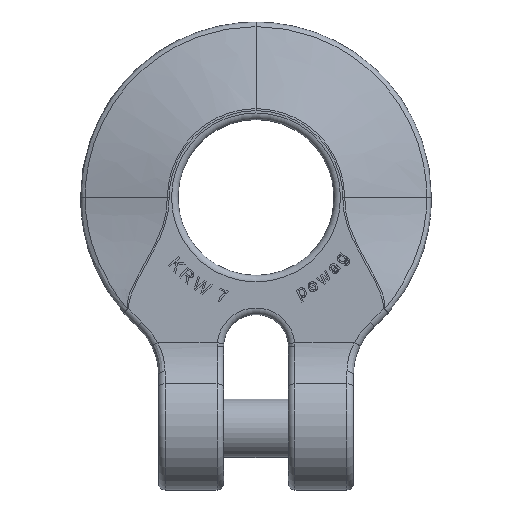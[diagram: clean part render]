
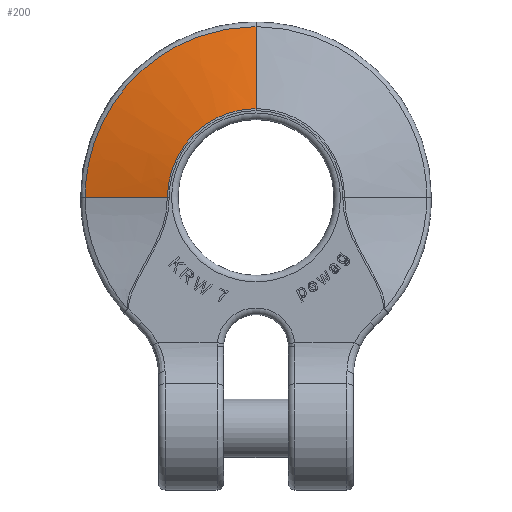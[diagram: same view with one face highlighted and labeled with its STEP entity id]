
A CAD part, top view. The second image highlights one B-rep face of the part: STEP entity #200.
In plain terms, the highlighted free-form (B-spline) face has degree [3, 3] with [7, 4] control points.
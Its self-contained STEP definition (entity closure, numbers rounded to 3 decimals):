
#169=B_SPLINE_SURFACE_WITH_KNOTS('',3,3,((#5986,#5987,#5988,#5989),(#5990,
#5991,#5992,#5993),(#5994,#5995,#5996,#5997),(#5998,#5999,#6000,#6001),(#6002,
#6003,#6004,#6005),(#6006,#6007,#6008,#6009),(#6010,#6011,#6012,#6013)),
.UNSPECIFIED.,.F.,.F.,.F.,(4,1,1,1,4),(4,4),(0.,0.25,0.5,0.75,1.),(0.,1.),
.UNSPECIFIED.);
#200=ADVANCED_FACE('',(#530),#169,.T.);
#530=FACE_OUTER_BOUND('',#895,.T.);
#895=EDGE_LOOP('',(#1694,#1695,#1696,#1697));
#1211=B_SPLINE_CURVE_WITH_KNOTS('',3,(#5956,#5957,#5958,#5959),.UNSPECIFIED.,
.F.,.F.,(4,4),(0.,1.),.UNSPECIFIED.);
#1212=B_SPLINE_CURVE_WITH_KNOTS('',3,(#5962,#5963,#5964,#5965,#5966,#5967,
#5968,#5969),.UNSPECIFIED.,.F.,.F.,(4,2,2,4),(0.,0.5,0.75,1.),.UNSPECIFIED.);
#1213=B_SPLINE_CURVE_WITH_KNOTS('',3,(#5971,#5972,#5973,#5974),.UNSPECIFIED.,
.F.,.F.,(4,4),(0.,1.),.UNSPECIFIED.);
#1214=B_SPLINE_CURVE_WITH_KNOTS('',3,(#5976,#5977,#5978,#5979,#5980,#5981,
#5982,#5983,#5984,#5985),.UNSPECIFIED.,.F.,.F.,(4,2,2,2,4),(0.,0.25,0.5,
0.75,1.),.UNSPECIFIED.);
#1694=ORIENTED_EDGE('',*,*,#3319,.T.);
#1695=ORIENTED_EDGE('',*,*,#3320,.T.);
#1696=ORIENTED_EDGE('',*,*,#3321,.T.);
#1697=ORIENTED_EDGE('',*,*,#3322,.T.);
#2914=VERTEX_POINT('',#5960);
#2915=VERTEX_POINT('',#5961);
#2916=VERTEX_POINT('',#5970);
#2917=VERTEX_POINT('',#5975);
#3319=EDGE_CURVE('',#2914,#2915,#1211,.T.);
#3320=EDGE_CURVE('',#2915,#2916,#1212,.T.);
#3321=EDGE_CURVE('',#2916,#2917,#1213,.T.);
#3322=EDGE_CURVE('',#2917,#2914,#1214,.T.);
#5956=CARTESIAN_POINT('',(-26.284,0.,1.712));
#5957=CARTESIAN_POINT('',(-22.069,0.,2.961));
#5958=CARTESIAN_POINT('',(-17.854,0.,4.21));
#5959=CARTESIAN_POINT('',(-13.639,0.,5.459));
#5960=CARTESIAN_POINT('',(-26.284,0.,1.712));
#5961=CARTESIAN_POINT('',(-13.639,0.,5.459));
#5962=CARTESIAN_POINT('',(-13.639,0.,5.459));
#5963=CARTESIAN_POINT('',(-13.639,3.55,5.459));
#5964=CARTESIAN_POINT('',(-12.162,7.123,5.459));
#5965=CARTESIAN_POINT('',(-8.393,10.897,5.459));
#5966=CARTESIAN_POINT('',(-6.874,11.913,5.459));
#5967=CARTESIAN_POINT('',(-3.597,13.275,5.459));
#5968=CARTESIAN_POINT('',(-1.775,13.639,5.459));
#5969=CARTESIAN_POINT('',(0.,13.639,5.459));
#5970=CARTESIAN_POINT('',(0.,13.639,5.459));
#5971=CARTESIAN_POINT('',(0.,13.639,5.459));
#5972=CARTESIAN_POINT('',(0.,17.854,4.21));
#5973=CARTESIAN_POINT('',(0.,22.069,2.961));
#5974=CARTESIAN_POINT('',(0.,26.284,1.712));
#5975=CARTESIAN_POINT('',(0.,26.284,1.712));
#5976=CARTESIAN_POINT('',(0.,26.284,1.712));
#5977=CARTESIAN_POINT('',(-3.438,26.284,1.712));
#5978=CARTESIAN_POINT('',(-6.912,25.589,1.712));
#5979=CARTESIAN_POINT('',(-13.238,22.964,1.712));
#5980=CARTESIAN_POINT('',(-16.168,21.004,1.712));
#5981=CARTESIAN_POINT('',(-21.005,16.166,1.712));
#5982=CARTESIAN_POINT('',(-22.964,13.239,1.712));
#5983=CARTESIAN_POINT('',(-25.591,6.908,1.712));
#5984=CARTESIAN_POINT('',(-26.284,3.438,1.712));
#5985=CARTESIAN_POINT('',(-26.284,0.,1.712));
#5986=CARTESIAN_POINT('',(0.,27.,1.5));
#5987=CARTESIAN_POINT('',(0.,22.5,2.833));
#5988=CARTESIAN_POINT('',(0.,18.,4.167));
#5989=CARTESIAN_POINT('',(0.,13.5,5.5));
#5990=CARTESIAN_POINT('',(-3.534,27.,1.5));
#5991=CARTESIAN_POINT('',(-2.945,22.5,2.833));
#5992=CARTESIAN_POINT('',(-2.356,18.,4.167));
#5993=CARTESIAN_POINT('',(-1.767,13.5,5.5));
#5994=CARTESIAN_POINT('',(-10.601,25.594,1.5));
#5995=CARTESIAN_POINT('',(-8.835,21.328,2.833));
#5996=CARTESIAN_POINT('',(-7.068,17.063,4.167));
#5997=CARTESIAN_POINT('',(-5.301,12.797,5.5));
#5998=CARTESIAN_POINT('',(-19.589,19.589,1.5));
#5999=CARTESIAN_POINT('',(-16.324,16.324,2.833));
#6000=CARTESIAN_POINT('',(-13.059,13.059,4.167));
#6001=CARTESIAN_POINT('',(-9.794,9.794,5.5));
#6002=CARTESIAN_POINT('',(-25.594,10.601,1.5));
#6003=CARTESIAN_POINT('',(-21.328,8.834,2.833));
#6004=CARTESIAN_POINT('',(-17.063,7.068,4.167));
#6005=CARTESIAN_POINT('',(-12.797,5.301,5.5));
#6006=CARTESIAN_POINT('',(-27.001,3.534,1.5));
#6007=CARTESIAN_POINT('',(-22.5,2.945,2.833));
#6008=CARTESIAN_POINT('',(-18.,2.356,4.167));
#6009=CARTESIAN_POINT('',(-13.5,1.767,5.5));
#6010=CARTESIAN_POINT('',(-27.,0.,1.5));
#6011=CARTESIAN_POINT('',(-22.5,0.,2.833));
#6012=CARTESIAN_POINT('',(-18.,0.,4.167));
#6013=CARTESIAN_POINT('',(-13.5,0.,5.5));
